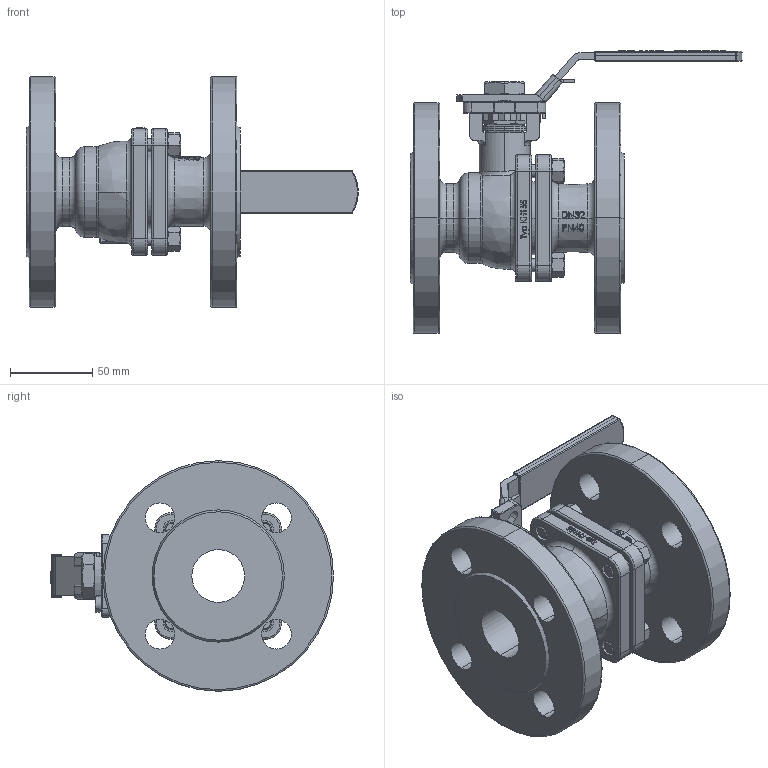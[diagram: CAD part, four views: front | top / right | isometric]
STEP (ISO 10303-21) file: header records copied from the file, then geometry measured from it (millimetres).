
FILE_DESCRIPTION (( 'STEP AP214' ), '1' );
FILE_NAME ('KH155-Kugelhahn-DN32-PN40-Handhebel-Fergo.STEP', '2022-09-20T08:04:25', ( '' ), ( '' ), 'SwSTEP 2.0', 'SolidWorks 2022', '' );
FILE_SCHEMA (( 'AUTOMOTIVE_DESIGN' ));
Length unit declared in the file: millimetre
Products named in the file (1): KH155-Kugelhahn-DN32-PN40-Handhebel-Fergo
Bounding box: 201.56 x 171.8 x 140 mm (x, y, z)
Surface area: 164546.5 mm2 (no closed solid volume)
Topology: 0 solids, 21 shells, 1081 faces, 2699 edges, 1690 vertices
Faces by surface type: plane 483, cylinder 224, bspline 180, cone 119, torus 64, sphere 11
Entity records: 54773 total; most frequent: CARTESIAN_POINT 30009, ORIENTED_EDGE 5372, DIRECTION 4528, EDGE_CURVE 2688, VERTEX_POINT 1690, AXIS2_PLACEMENT_3D 1534, LINE 1460, VECTOR 1460
